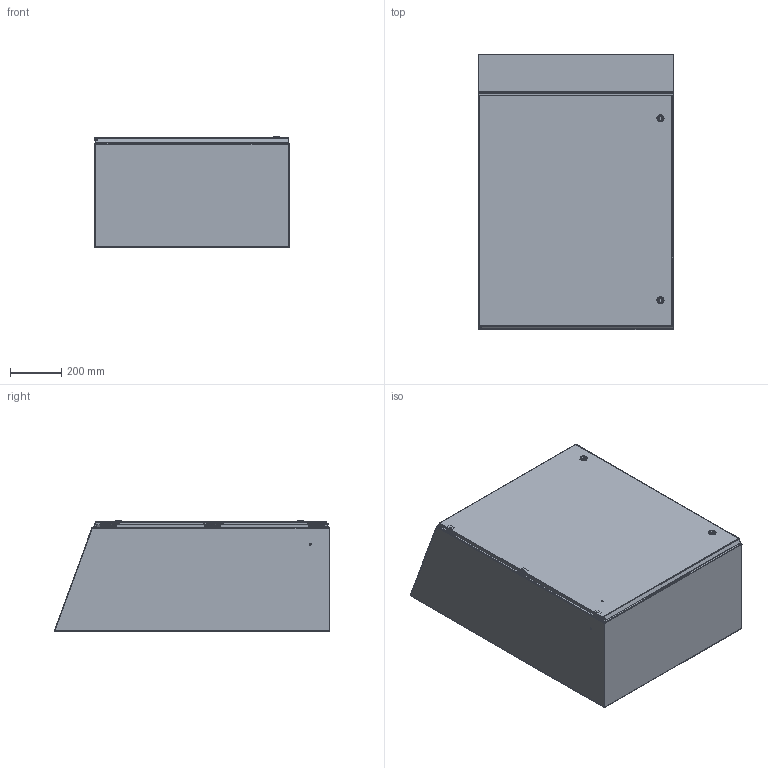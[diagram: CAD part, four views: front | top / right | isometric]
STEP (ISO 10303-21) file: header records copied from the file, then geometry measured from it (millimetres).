
FILE_DESCRIPTION((''),'2;1');
FILE_NAME('N412363016CST.stp','2013-04-08T21:47:36',('ypadmaraja'),(''),'Autodesk Inventor 2012','Autodesk Inventor 2012','');
FILE_SCHEMA(('AUTOMOTIVE_DESIGN { 1 0 10303 214 1 1 1 1 }'));
Length unit declared in the file: inch
Products named in the file (23): N412_CST-assm3pcblr; N412363016CSTBLR; HFW3161; HFW328176; 17376 PIN; 17380 SCREW; 17723 BOX LEAF; 17723-UTI BRACKET; 17910 SEALING WASHER; HFW328175; 388150; N4123016CSTTOP; 38846; N4123630CSTLID; 35124; 1000-u155_asm; 1000-14_prt; 1000-24_prt; 1000-u142_asm; 1000-318; 1000-03; 1000-277-01; N4123016CSTBTM
Assembly tree (38 placements, depth 4):
  N412_CST-assm3pcblr
    N412363016CSTBLR
    HFW3161  x3
    HFW328176  x3
      17376 PIN
      17380 SCREW
      17723 BOX LEAF
      17723-UTI BRACKET
      17910 SEALING WASHER
    HFW328175  x3
    388150  x6
    N4123016CSTTOP
    38846  x2
    N4123630CSTLID
    35124  x2
      1000-u155_asm
      1000-14_prt
      1000-24_prt
      1000-u142_asm
        1000-318
        1000-03
        1000-277-01
    17376 PIN
    N4123016CSTBTM
Bounding box: 762 x 1076.37 x 432.92 mm (x, y, z)
Volume: 5912537.4 mm3; surface area: 6336990.6 mm2
Topology: 52 solids, 60 shells, 2350 faces, 5739 edges, 3519 vertices
Faces by surface type: plane 904, cylinder 864, cone 292, bspline 213, torus 69, sphere 8
Full cylindrical faces by diameter (mm): 2.362 x6, 3.175 x4, 3.317 x102, 3.861 x6, 3.962 x4, 4.166 x102, 4.25 x6, 4.366 x6, 4.572 x8, 4.763 x6, 5 x2, 6 x2, 6.35 x14, 6.502 x6, 6.985 x6, 7.62 x6, 8.128 x6, 8.56 x2, 9.144 x6, 9.9 x2, 10 x4, 10.2 x2, 11.05 x2, 11.113 x4, 12.8 x2, 13.5 x2, 14.3 x6, 15.2 x2, 15.8 x2, 16.1 x4
Entity records: 36307 total; most frequent: CARTESIAN_POINT 13386, DIRECTION 4432, ORIENTED_EDGE 4328, EDGE_CURVE 2165, AXIS2_PLACEMENT_3D 1597, VERTEX_POINT 1406, VECTOR 1238, LINE 1238
